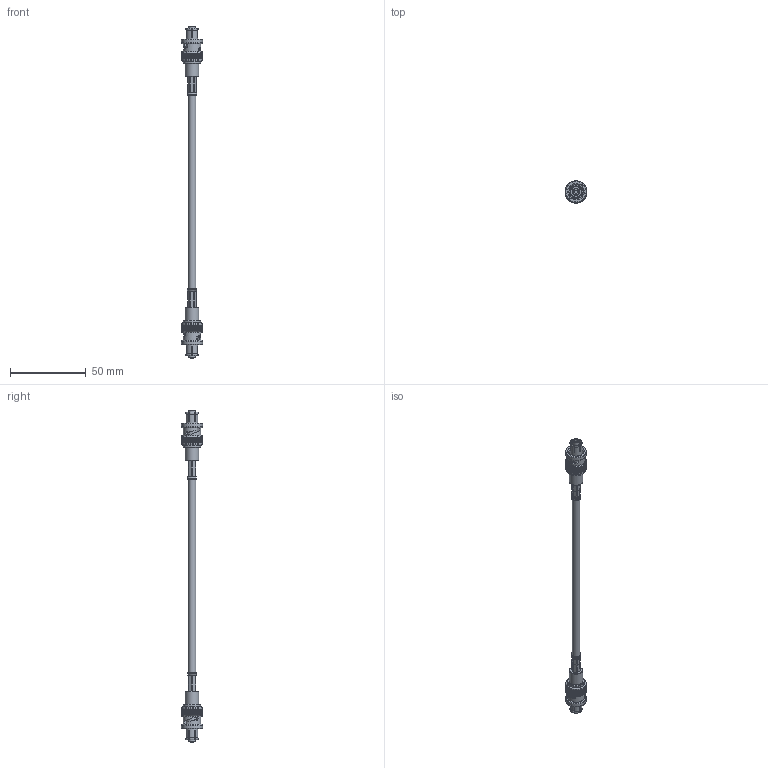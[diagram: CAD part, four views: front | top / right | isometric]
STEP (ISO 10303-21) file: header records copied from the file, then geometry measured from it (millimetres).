
FILE_DESCRIPTION (( 'STEP AP203' ), '1' );
FILE_NAME ('PE3815LF_3D.step', '2020-05-14T22:04:36', ( '' ), ( '' ), 'SwSTEP 2.0', 'SolidWorks 2018', '' );
FILE_SCHEMA (( 'CONFIG_CONTROL_DESIGN' ));
Length unit declared in the file: inch
Products named in the file (3): PE4194^PE3815LF_Crimped; PE3815LF_3D; Coax Cable^PE3815LF_RG58
Assembly tree (3 placements, depth 2):
  PE3815LF_3D
    Coax Cable^PE3815LF_RG58
    PE4194^PE3815LF_Crimped  x2
Bounding box: 14.47 x 14.47 x 219.3 mm (x, y, z)
Volume: 7512 mm3; surface area: 8167 mm2
Topology: 5 solids, 5 shells, 677 faces, 1935 edges, 1282 vertices
Faces by surface type: plane 384, cylinder 233, bspline 40, cone 20
Full cylindrical faces by diameter (mm): 2.184 x2, 3.2 x2, 4.013 x2, 4.4 x2, 4.595 x2, 4.953 x1, 5.484 x2, 6.5 x2, 7.057 x2, 7.501 x2, 8.8 x2, 9.395 x2, 11.395 x4, 13.38 x2, 13.424 x2, 13.922 x2
Entity records: 14507 total; most frequent: CARTESIAN_POINT 6113, ORIENTED_EDGE 1856, DIRECTION 1426, EDGE_CURVE 928, VERTEX_POINT 630, AXIS2_PLACEMENT_3D 546, EDGE_LOOP 378, B_SPLINE_CURVE_WITH_KNOTS 365
